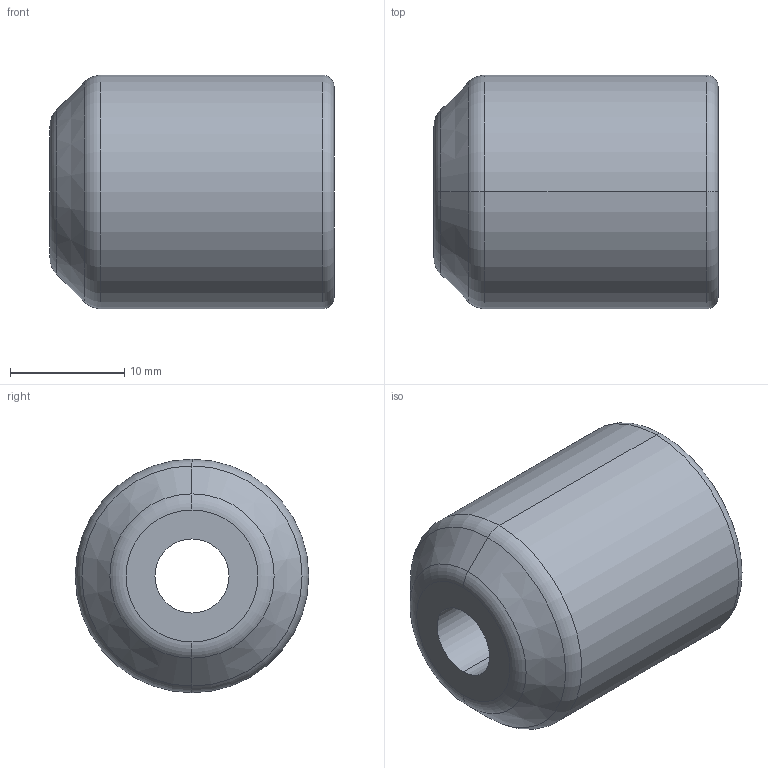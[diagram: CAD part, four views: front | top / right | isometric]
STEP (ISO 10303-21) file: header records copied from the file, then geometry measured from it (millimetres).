
FILE_DESCRIPTION (( 'STEP AP214' ), '1' );
FILE_NAME ('step_encoder2.STEP', '2020-03-24T15:50:25', ( '' ), ( '' ), 'SwSTEP 2.0', 'SolidWorks 2019', '' );
FILE_SCHEMA (( 'AUTOMOTIVE_DESIGN' ));
Length unit declared in the file: centimetre
Products named in the file (1): step_encoder2
Bounding box: 24.9 x 20.47 x 20.47 mm (x, y, z)
Volume: 6975.1 mm3; surface area: 2510.6 mm2
Topology: 1 solids, 1 shells, 14 faces, 28 edges, 16 vertices
Faces by surface type: torus 6, cylinder 4, cone 2, plane 2
Entity records: 408 total; most frequent: DIRECTION 80, CARTESIAN_POINT 59, ORIENTED_EDGE 56, AXIS2_PLACEMENT_3D 37, EDGE_CURVE 28, CIRCLE 22, EDGE_LOOP 16, VERTEX_POINT 16
